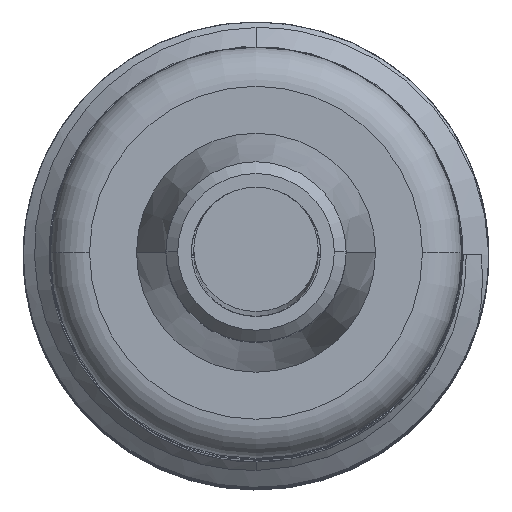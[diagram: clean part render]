
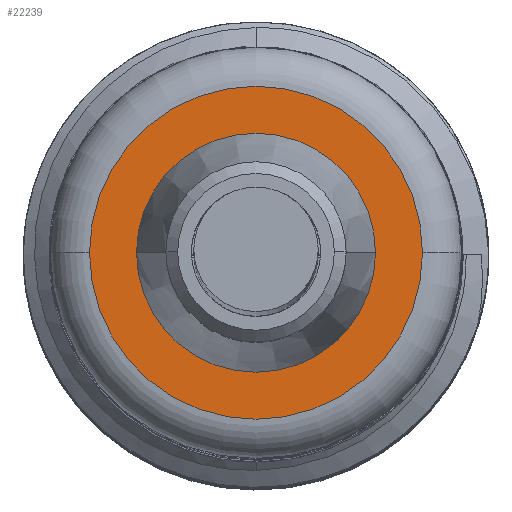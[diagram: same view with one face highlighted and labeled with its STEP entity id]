
A CAD part, top view. The second image highlights one B-rep face of the part: STEP entity #22239.
In plain terms, the highlighted planar face has unit normal (0, 0, 1).
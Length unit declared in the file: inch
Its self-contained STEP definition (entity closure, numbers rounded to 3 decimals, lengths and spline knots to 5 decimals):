
#12079=CARTESIAN_POINT('',(0.,0.,2.65748));
#12080=DIRECTION('',(0.,0.,1.));
#12081=DIRECTION('',(-1.,0.,0.));
#12082=AXIS2_PLACEMENT_3D('',#12079,#12080,#12081);
#12084=CARTESIAN_POINT('',(0.,0.,2.65748));
#12085=DIRECTION('',(0.,0.,1.));
#12086=DIRECTION('',(1.,0.,0.));
#12087=AXIS2_PLACEMENT_3D('',#12084,#12085,#12086);
#12089=CARTESIAN_POINT('',(0.,0.,2.65748));
#12090=DIRECTION('',(0.,0.,1.));
#12091=DIRECTION('',(1.,0.,0.));
#12092=AXIS2_PLACEMENT_3D('',#12089,#12090,#12091);
#12094=CARTESIAN_POINT('',(0.,0.,2.65748));
#12095=DIRECTION('',(0.,0.,1.));
#12096=DIRECTION('',(-1.,0.,0.));
#12097=AXIS2_PLACEMENT_3D('',#12094,#12095,#12096);
#14681=CARTESIAN_POINT('',(-0.16732,0.,2.65748));
#14682=CARTESIAN_POINT('',(0.16732,0.,2.65748));
#14683=VERTEX_POINT('',#14681);
#14684=VERTEX_POINT('',#14682);
#14753=CARTESIAN_POINT('',(0.12008,0.,2.65748));
#14754=CARTESIAN_POINT('',(-0.12008,0.,2.65748));
#14755=VERTEX_POINT('',#14753);
#14756=VERTEX_POINT('',#14754);
#22223=CARTESIAN_POINT('',(0.,0.,2.65748));
#22224=DIRECTION('',(0.,0.,-1.));
#22225=DIRECTION('',(1.,0.,0.));
#22226=AXIS2_PLACEMENT_3D('',#22223,#22224,#22225);
#22227=PLANE('',#22226);
#22229=ORIENTED_EDGE('',*,*,#22228,.F.);
#22230=ORIENTED_EDGE('',*,*,#22213,.F.);
#22231=EDGE_LOOP('',(#22229,#22230));
#22232=FACE_OUTER_BOUND('',#22231,.F.);
#22234=ORIENTED_EDGE('',*,*,#22233,.T.);
#22236=ORIENTED_EDGE('',*,*,#22235,.T.);
#22237=EDGE_LOOP('',(#22234,#22236));
#22238=FACE_BOUND('',#22237,.F.);
#22239=ADVANCED_FACE('',(#22232,#22238),#22227,.F.);
#12083=CIRCLE('',#12082,0.16732);
#12088=CIRCLE('',#12087,0.16732);
#12093=CIRCLE('',#12092,0.12008);
#12098=CIRCLE('',#12097,0.12008);
#22213=EDGE_CURVE('',#14684,#14683,#12088,.T.);
#22228=EDGE_CURVE('',#14683,#14684,#12083,.T.);
#22233=EDGE_CURVE('',#14755,#14756,#12093,.T.);
#22235=EDGE_CURVE('',#14756,#14755,#12098,.T.);
